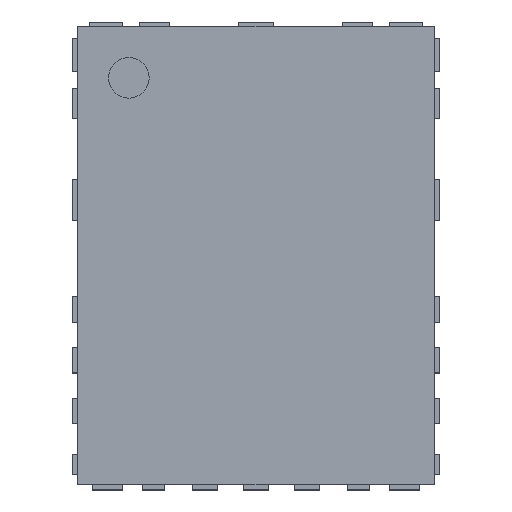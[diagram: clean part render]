
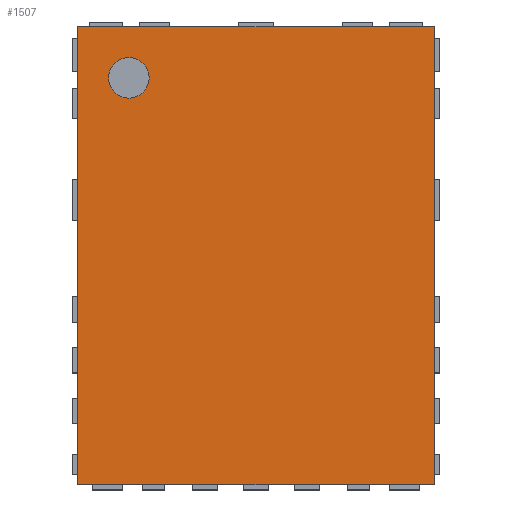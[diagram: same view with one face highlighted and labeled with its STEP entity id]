
A CAD part, top view. The second image highlights one B-rep face of the part: STEP entity #1507.
In plain terms, the highlighted planar face has unit normal (0, 0, 1).
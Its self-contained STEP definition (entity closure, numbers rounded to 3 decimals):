
#32 = VERTEX_POINT('',#33);
#33 = CARTESIAN_POINT('',(-1.75,2.25,0.95));
#39 = EDGE_CURVE('',#32,#40,#42,.T.);
#40 = VERTEX_POINT('',#41);
#41 = CARTESIAN_POINT('',(1.75,2.25,0.95));
#42 = LINE('',#43,#44);
#43 = CARTESIAN_POINT('',(-1.75,2.25,0.95));
#44 = VECTOR('',#45,1.);
#45 = DIRECTION('',(1.,0.,0.));
#1310 = EDGE_CURVE('',#40,#1311,#1313,.T.);
#1311 = VERTEX_POINT('',#1312);
#1312 = CARTESIAN_POINT('',(1.75,-2.25,0.95));
#1313 = LINE('',#1314,#1315);
#1314 = CARTESIAN_POINT('',(1.75,2.25,0.95));
#1315 = VECTOR('',#1316,1.);
#1316 = DIRECTION('',(0.,-1.,0.));
#1507 = ADVANCED_FACE('',(#1508,#1526),#1537,.F.);
#1508 = FACE_BOUND('',#1509,.F.);
#1509 = EDGE_LOOP('',(#1510,#1511,#1512,#1520));
#1510 = ORIENTED_EDGE('',*,*,#39,.T.);
#1511 = ORIENTED_EDGE('',*,*,#1310,.T.);
#1512 = ORIENTED_EDGE('',*,*,#1513,.T.);
#1513 = EDGE_CURVE('',#1311,#1514,#1516,.T.);
#1514 = VERTEX_POINT('',#1515);
#1515 = CARTESIAN_POINT('',(-1.75,-2.25,0.95));
#1516 = LINE('',#1517,#1518);
#1517 = CARTESIAN_POINT('',(1.75,-2.25,0.95));
#1518 = VECTOR('',#1519,1.);
#1519 = DIRECTION('',(-1.,0.,0.));
#1520 = ORIENTED_EDGE('',*,*,#1521,.T.);
#1521 = EDGE_CURVE('',#1514,#32,#1522,.T.);
#1522 = LINE('',#1523,#1524);
#1523 = CARTESIAN_POINT('',(-1.75,-2.25,0.95));
#1524 = VECTOR('',#1525,1.);
#1525 = DIRECTION('',(0.,1.,0.));
#1526 = FACE_BOUND('',#1527,.F.);
#1527 = EDGE_LOOP('',(#1528));
#1528 = ORIENTED_EDGE('',*,*,#1529,.T.);
#1529 = EDGE_CURVE('',#1530,#1530,#1532,.T.);
#1530 = VERTEX_POINT('',#1531);
#1531 = CARTESIAN_POINT('',(-1.05,1.75,0.95));
#1532 = CIRCLE('',#1533,0.2);
#1533 = AXIS2_PLACEMENT_3D('',#1534,#1535,#1536);
#1534 = CARTESIAN_POINT('',(-1.25,1.75,0.95));
#1535 = DIRECTION('',(0.,0.,1.));
#1536 = DIRECTION('',(1.,0.,0.));
#1537 = PLANE('',#1538);
#1538 = AXIS2_PLACEMENT_3D('',#1539,#1540,#1541);
#1539 = CARTESIAN_POINT('',(0.,0.,0.95));
#1540 = DIRECTION('',(-0.,-0.,-1.));
#1541 = DIRECTION('',(-1.,0.,0.));
